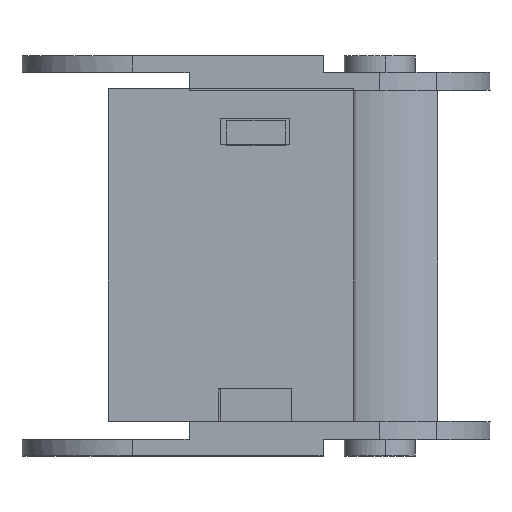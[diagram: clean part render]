
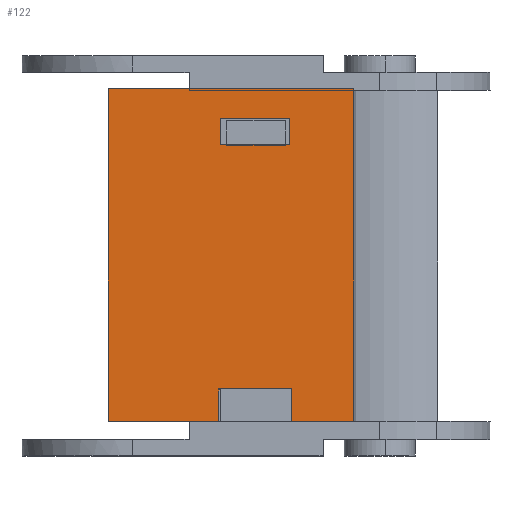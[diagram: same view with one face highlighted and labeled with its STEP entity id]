
A CAD part, top view. The second image highlights one B-rep face of the part: STEP entity #122.
In plain terms, the highlighted planar face has unit normal (0, 0, 1).
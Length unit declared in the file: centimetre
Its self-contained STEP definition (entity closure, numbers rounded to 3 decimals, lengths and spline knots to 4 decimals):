
#62=FACE_BOUND('',#378,.T.);
#122=ADVANCED_FACE('',(#247,#62),#2055,.T.);
#247=FACE_OUTER_BOUND('',#377,.T.);
#377=EDGE_LOOP('',(#714,#715,#716,#717,#718,#719,#720,#721));
#378=EDGE_LOOP('',(#722,#723,#724,#725));
#714=ORIENTED_EDGE('',*,*,#1244,.F.);
#715=ORIENTED_EDGE('',*,*,#1234,.T.);
#716=ORIENTED_EDGE('',*,*,#1214,.F.);
#717=ORIENTED_EDGE('',*,*,#1200,.F.);
#718=ORIENTED_EDGE('',*,*,#1241,.F.);
#719=ORIENTED_EDGE('',*,*,#1240,.F.);
#720=ORIENTED_EDGE('',*,*,#1252,.F.);
#721=ORIENTED_EDGE('',*,*,#1249,.F.);
#722=ORIENTED_EDGE('',*,*,#1229,.T.);
#723=ORIENTED_EDGE('',*,*,#1221,.T.);
#724=ORIENTED_EDGE('',*,*,#1223,.T.);
#725=ORIENTED_EDGE('',*,*,#1225,.T.);
#1200=EDGE_CURVE('',#1823,#1824,#1610,.T.);
#1214=EDGE_CURVE('',#1824,#1839,#1624,.T.);
#1221=EDGE_CURVE('',#1843,#1842,#1630,.T.);
#1223=EDGE_CURVE('',#1842,#1844,#1632,.T.);
#1225=EDGE_CURVE('',#1844,#1845,#1634,.T.);
#1229=EDGE_CURVE('',#1845,#1843,#1638,.T.);
#1234=EDGE_CURVE('',#1849,#1839,#1642,.T.);
#1240=EDGE_CURVE('',#1853,#1850,#1648,.T.);
#1241=EDGE_CURVE('',#1850,#1823,#1649,.T.);
#1244=EDGE_CURVE('',#1849,#1855,#1651,.T.);
#1249=EDGE_CURVE('',#1855,#1857,#1655,.T.);
#1252=EDGE_CURVE('',#1857,#1853,#1658,.T.);
#1610=B_SPLINE_CURVE_WITH_KNOTS('',1,(#2670,#2671),.UNSPECIFIED.,.F.,.F.,
(2,2),(0.,1.),.UNSPECIFIED.);
#1624=B_SPLINE_CURVE_WITH_KNOTS('',1,(#2698,#2699),.UNSPECIFIED.,.F.,.F.,
(2,2),(9.0936,10.0936),.UNSPECIFIED.);
#1630=B_SPLINE_CURVE_WITH_KNOTS('',1,(#2713,#2714),.UNSPECIFIED.,.F.,.F.,
(2,2),(-1.,0.),.UNSPECIFIED.);
#1632=B_SPLINE_CURVE_WITH_KNOTS('',1,(#2717,#2718),.UNSPECIFIED.,.F.,.F.,
(2,2),(-1.,0.),.UNSPECIFIED.);
#1634=B_SPLINE_CURVE_WITH_KNOTS('',1,(#2721,#2722),.UNSPECIFIED.,.F.,.F.,
(2,2),(0.,1.),.UNSPECIFIED.);
#1638=B_SPLINE_CURVE_WITH_KNOTS('',1,(#2729,#2730),.UNSPECIFIED.,.F.,.F.,
(2,2),(-1.,0.),.UNSPECIFIED.);
#1642=B_SPLINE_CURVE_WITH_KNOTS('',1,(#2740,#2741),.UNSPECIFIED.,.F.,.F.,
(2,2),(0.,1.),.UNSPECIFIED.);
#1648=B_SPLINE_CURVE_WITH_KNOTS('',1,(#2752,#2753),.UNSPECIFIED.,.F.,.F.,
(2,2),(-1.,0.),.UNSPECIFIED.);
#1649=B_SPLINE_CURVE_WITH_KNOTS('',1,(#2754,#2755),.UNSPECIFIED.,.F.,.F.,
(2,2),(0.,1.),.UNSPECIFIED.);
#1651=B_SPLINE_CURVE_WITH_KNOTS('',1,(#2761,#2762),.UNSPECIFIED.,.F.,.F.,
(2,2),(0.,1.),.UNSPECIFIED.);
#1655=B_SPLINE_CURVE_WITH_KNOTS('',1,(#2772,#2773),.UNSPECIFIED.,.F.,.F.,
(2,2),(-1.,0.),.UNSPECIFIED.);
#1658=B_SPLINE_CURVE_WITH_KNOTS('',1,(#2778,#2779),.UNSPECIFIED.,.F.,.F.,
(2,2),(-1.,0.),.UNSPECIFIED.);
#1823=VERTEX_POINT('',#2633);
#1824=VERTEX_POINT('',#2634);
#1839=VERTEX_POINT('',#2649);
#1842=VERTEX_POINT('',#2652);
#1843=VERTEX_POINT('',#2653);
#1844=VERTEX_POINT('',#2654);
#1845=VERTEX_POINT('',#2655);
#1849=VERTEX_POINT('',#2659);
#1850=VERTEX_POINT('',#2660);
#1853=VERTEX_POINT('',#2663);
#1855=VERTEX_POINT('',#2665);
#1857=VERTEX_POINT('',#2667);
#2055=PLANE('',#2170);
#2170=AXIS2_PLACEMENT_3D('',#2630,#2268,$);
#2268=DIRECTION('',(0.,0.,1.));
#2630=CARTESIAN_POINT('',(2.0309,-3.7489,4.8231));
#2633=CARTESIAN_POINT('',(-3.5298,-3.7489,4.8231));
#2634=CARTESIAN_POINT('',(-3.5298,3.7886,4.8241));
#2649=CARTESIAN_POINT('',(2.0309,3.7886,4.8241));
#2652=CARTESIAN_POINT('',(-0.992,3.1102,4.824));
#2653=CARTESIAN_POINT('',(-0.992,2.5173,4.8239));
#2654=CARTESIAN_POINT('',(0.5836,3.1102,4.824));
#2655=CARTESIAN_POINT('',(0.5836,2.5173,4.8239));
#2659=CARTESIAN_POINT('',(2.0309,-3.7489,4.8231));
#2660=CARTESIAN_POINT('',(-1.0283,-3.7489,4.8231));
#2663=CARTESIAN_POINT('',(-1.0283,-3.0152,4.8232));
#2665=CARTESIAN_POINT('',(0.6199,-3.7489,4.8231));
#2667=CARTESIAN_POINT('',(0.6199,-3.0152,4.8232));
#2670=CARTESIAN_POINT('',(-3.5298,-3.7489,4.8231));
#2671=CARTESIAN_POINT('',(-3.5298,3.7886,4.8241));
#2698=CARTESIAN_POINT('',(-3.5298,3.7886,4.8241));
#2699=CARTESIAN_POINT('',(2.0309,3.7886,4.8241));
#2713=CARTESIAN_POINT('',(-0.992,2.5173,4.8239));
#2714=CARTESIAN_POINT('',(-0.992,3.1102,4.824));
#2717=CARTESIAN_POINT('',(-0.992,3.1102,4.824));
#2718=CARTESIAN_POINT('',(0.5836,3.1102,4.824));
#2721=CARTESIAN_POINT('',(0.5836,3.1102,4.824));
#2722=CARTESIAN_POINT('',(0.5836,2.5173,4.8239));
#2729=CARTESIAN_POINT('',(0.5836,2.5173,4.8239));
#2730=CARTESIAN_POINT('',(-0.992,2.5173,4.8239));
#2740=CARTESIAN_POINT('',(2.0309,-3.7489,4.8231));
#2741=CARTESIAN_POINT('',(2.0309,3.7886,4.8241));
#2752=CARTESIAN_POINT('',(-1.0283,-3.0152,4.8232));
#2753=CARTESIAN_POINT('',(-1.0283,-3.7489,4.8231));
#2754=CARTESIAN_POINT('',(-1.0283,-3.7489,4.8231));
#2755=CARTESIAN_POINT('',(-3.5298,-3.7489,4.8231));
#2761=CARTESIAN_POINT('',(2.0309,-3.7489,4.8231));
#2762=CARTESIAN_POINT('',(0.6199,-3.7489,4.8231));
#2772=CARTESIAN_POINT('',(0.6199,-3.7489,4.8231));
#2773=CARTESIAN_POINT('',(0.6199,-3.0152,4.8232));
#2778=CARTESIAN_POINT('',(0.6199,-3.0152,4.8232));
#2779=CARTESIAN_POINT('',(-1.0283,-3.0152,4.8232));
